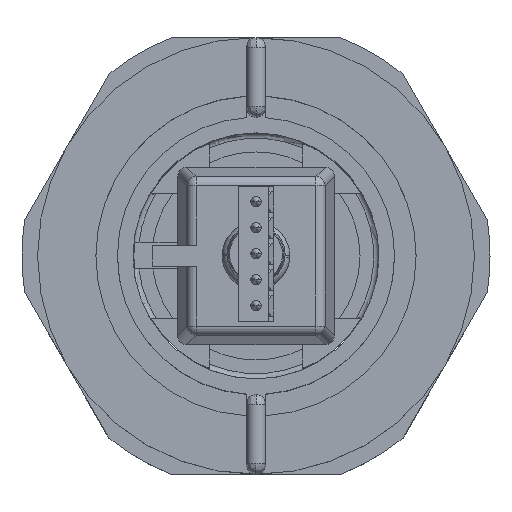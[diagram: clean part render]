
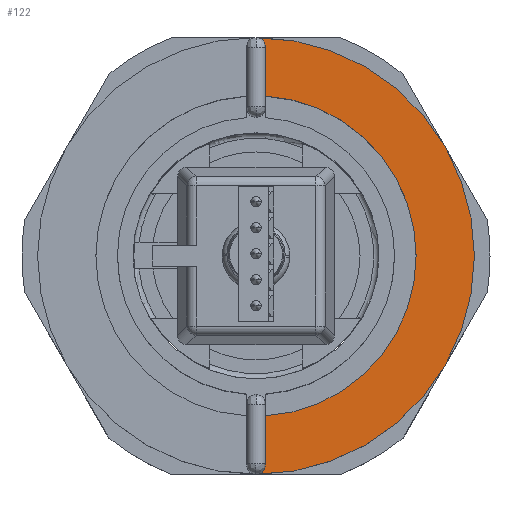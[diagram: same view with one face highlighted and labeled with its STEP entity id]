
A CAD part, top view. The second image highlights one B-rep face of the part: STEP entity #122.
In plain terms, the highlighted planar face has unit normal (0, 0, 1).
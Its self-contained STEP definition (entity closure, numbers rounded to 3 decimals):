
#122=ADVANCED_FACE('',(#950),#951,.F.);
#950=FACE_OUTER_BOUND('',#2930,.T.);
#951=PLANE('',#2931);
#2930=EDGE_LOOP('',(#9943,#9944,#9945,#9946,#9947,#9948,#9949));
#2931=AXIS2_PLACEMENT_3D('',#9950,#9951,#9952);
#9943=ORIENTED_EDGE('',*,*,#15955,.F.);
#9944=ORIENTED_EDGE('',*,*,#15965,.T.);
#9945=ORIENTED_EDGE('',*,*,#15966,.F.);
#9946=ORIENTED_EDGE('',*,*,#15967,.F.);
#9947=ORIENTED_EDGE('',*,*,#15968,.F.);
#9948=ORIENTED_EDGE('',*,*,#15969,.T.);
#9949=ORIENTED_EDGE('',*,*,#15970,.F.);
#9950=CARTESIAN_POINT('',(0.0,0.0,1.5));
#9951=DIRECTION('',(0.0,0.0,-1.0));
#9952=DIRECTION('',(0.0,-1.0,0.0));
#15955=EDGE_CURVE('',#18200,#18201,#18202,.T.);
#15965=EDGE_CURVE('',#18200,#18218,#18219,.T.);
#15966=EDGE_CURVE('',#18220,#18218,#18221,.T.);
#15967=EDGE_CURVE('',#18222,#18220,#18223,.T.);
#15968=EDGE_CURVE('',#18224,#18222,#18225,.T.);
#15969=EDGE_CURVE('',#18224,#18207,#18226,.T.);
#15970=EDGE_CURVE('',#18201,#18207,#18227,.T.);
#18200=VERTEX_POINT('',#23464);
#18201=VERTEX_POINT('',#23465);
#18202=CIRCLE('',#23466,21.0);
#18207=VERTEX_POINT('',#23473);
#18218=VERTEX_POINT('',#23486);
#18219=CIRCLE('',#23487,0.9);
#18220=VERTEX_POINT('',#23488);
#18221=LINE('',#23489,#23490);
#18222=VERTEX_POINT('',#23491);
#18223=CIRCLE('',#23492,15.4);
#18224=VERTEX_POINT('',#23493);
#18225=LINE('',#23494,#23495);
#18226=CIRCLE('',#23496,0.9);
#18227=CIRCLE('',#23497,21.0);
#23464=CARTESIAN_POINT('',(0.0,21.0,1.5));
#23465=CARTESIAN_POINT('',(21.0,0.0,1.5));
#23466=AXIS2_PLACEMENT_3D('',#31122,#31123,#31124);
#23473=CARTESIAN_POINT('',(0.,-21.0,1.5));
#23486=CARTESIAN_POINT('',(0.9,20.1,1.5));
#23487=AXIS2_PLACEMENT_3D('',#31144,#31145,#31146);
#23488=CARTESIAN_POINT('',(0.9,15.374,1.5));
#23489=CARTESIAN_POINT('',(0.9,15.374,1.5));
#23490=VECTOR('',#31147,4.726);
#23491=CARTESIAN_POINT('',(0.9,-15.374,1.5));
#23492=AXIS2_PLACEMENT_3D('',#31148,#31149,#31150);
#23493=CARTESIAN_POINT('',(0.9,-20.1,1.5));
#23494=CARTESIAN_POINT('',(0.9,-20.1,1.5));
#23495=VECTOR('',#31151,4.726);
#23496=AXIS2_PLACEMENT_3D('',#31152,#31153,#31154);
#23497=AXIS2_PLACEMENT_3D('',#31155,#31156,#31157);
#31122=CARTESIAN_POINT('',(0.0,0.0,1.5));
#31123=DIRECTION('',(0.0,0.0,-1.0));
#31124=DIRECTION('',(0.0,1.0,0.0));
#31144=CARTESIAN_POINT('',(0.0,20.1,1.5));
#31145=DIRECTION('',(0.0,0.0,-1.0));
#31146=DIRECTION('',(0.0,1.0,0.0));
#31147=DIRECTION('',(0.0,1.0,0.0));
#31148=CARTESIAN_POINT('',(0.0,0.0,1.5));
#31149=DIRECTION('',(0.0,0.0,1.0));
#31150=DIRECTION('',(0.058,-0.998,0.0));
#31151=DIRECTION('',(0.0,1.0,0.0));
#31152=CARTESIAN_POINT('',(0.,-20.1,1.5));
#31153=DIRECTION('',(0.0,0.0,-1.0));
#31154=DIRECTION('',(1.0,0.0,0.0));
#31155=CARTESIAN_POINT('',(0.0,0.0,1.5));
#31156=DIRECTION('',(0.0,0.0,-1.0));
#31157=DIRECTION('',(1.0,0.0,0.0));
